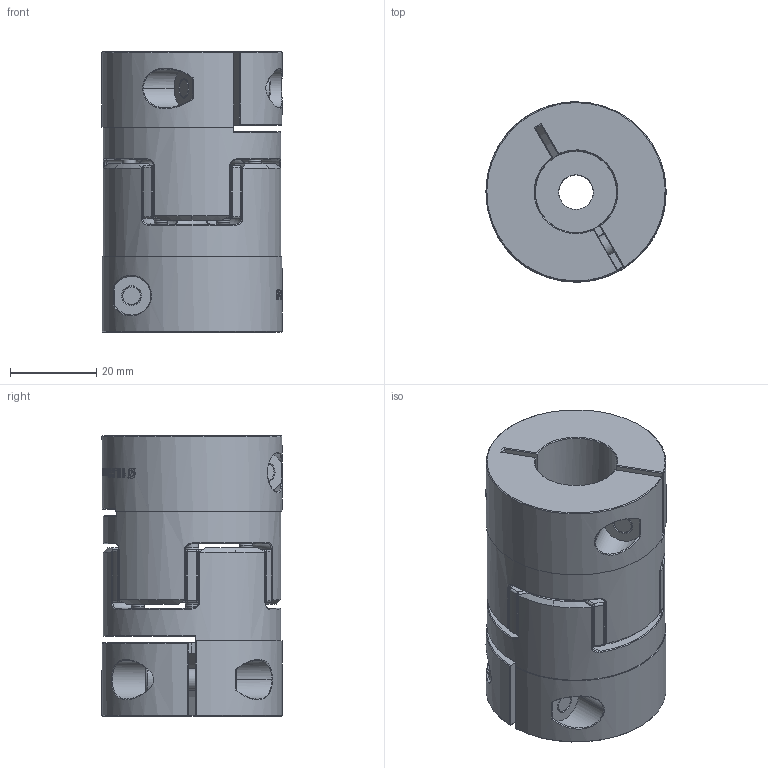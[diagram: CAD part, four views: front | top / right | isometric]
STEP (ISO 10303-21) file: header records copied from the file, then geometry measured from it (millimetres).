
FILE_DESCRIPTION(/* description */ ('Alibre Inc.'),/* implementation_level */ '2;1');
FILE_NAME(/* name */ 'export-B8830F67-7D1B-49B2-AA37-9CFBFDB4D614',/* time_stamp */ '2020-08-19T21:37:44+02:00',/* author */ (''),/* organization */ (''),/* preprocessor_version */ 'ST-DEVELOPER v17',/* originating_system */ 'Alibre',/* authorisation */ '');
FILE_SCHEMA (('AUTOMOTIVE_DESIGN'));
Length unit declared in the file: millimetre
Products named in the file (5): 07160-05x16
Bounding box: 41.7 x 41.7 x 65 mm (x, y, z)
Volume: 68851.2 mm3; surface area: 25700.8 mm2
Topology: 5 solids, 5 shells, 864 faces, 2274 edges, 1428 vertices
Faces by surface type: bspline 265, cylinder 207, plane 176, torus 112, cone 80, sphere 24
Full cylindrical faces by diameter (mm): 3 x12, 4.2 x2, 5.5 x2, 8 x1, 9 x2, 18.8 x1, 19 x1, 41.2 x2
Entity records: 52057 total; most frequent: CARTESIAN_POINT 34165, ORIENTED_EDGE 4378, DIRECTION 2546, EDGE_CURVE 2189, VERTEX_POINT 1399, AXIS2_PLACEMENT_3D 1174, B_SPLINE_CURVE_WITH_KNOTS 1040, EDGE_LOOP 902
